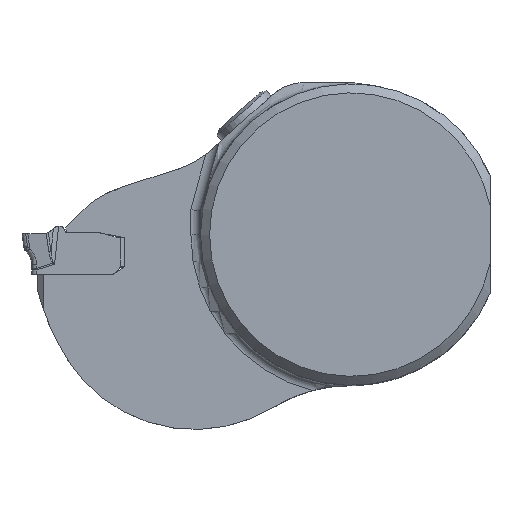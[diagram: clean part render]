
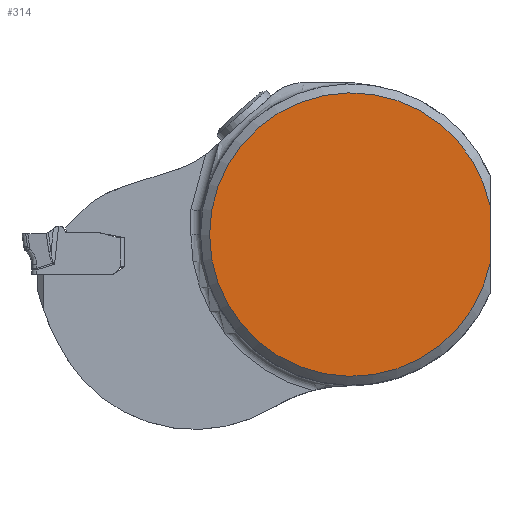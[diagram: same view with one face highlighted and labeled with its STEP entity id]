
A CAD part, top view. The second image highlights one B-rep face of the part: STEP entity #314.
In plain terms, the highlighted planar face has unit normal (0, 0, 1).
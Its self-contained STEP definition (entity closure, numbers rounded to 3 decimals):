
#183=FACE_OUTER_BOUND('',#566,.T.);
#314=ADVANCED_FACE('',(#183),#447,.F.);
#447=PLANE('',#2510);
#508=CIRCLE('',#2509,11.75);
#566=EDGE_LOOP('',(#887,#888));
#887=ORIENTED_EDGE('',*,*,#1787,.F.);
#888=ORIENTED_EDGE('',*,*,#1788,.T.);
#1567=VERTEX_POINT('',#3389);
#1568=VERTEX_POINT('',#3390);
#1787=EDGE_CURVE('',#1567,#1568,#2113,.T.);
#1788=EDGE_CURVE('',#1567,#1568,#508,.T.);
#2113=LINE('',#3388,#2274);
#2274=VECTOR('',#2756,1.);
#2509=AXIS2_PLACEMENT_3D('',#3391,#2757,#2758);
#2510=AXIS2_PLACEMENT_3D('',#3392,#2759,#2760);
#2756=DIRECTION('',(0.,-1.,0.));
#2757=DIRECTION('',(0.,0.,1.));
#2758=DIRECTION('',(-1.,0.,0.));
#2759=DIRECTION('',(0.,0.,-1.));
#2760=DIRECTION('',(-1.,0.,0.));
#3388=CARTESIAN_POINT('',(11.5,0.,0.3));
#3389=CARTESIAN_POINT('',(11.5,2.411,0.3));
#3390=CARTESIAN_POINT('',(11.5,-2.411,0.3));
#3391=CARTESIAN_POINT('',(0.,0.,0.3));
#3392=CARTESIAN_POINT('',(0.,0.,0.3));
